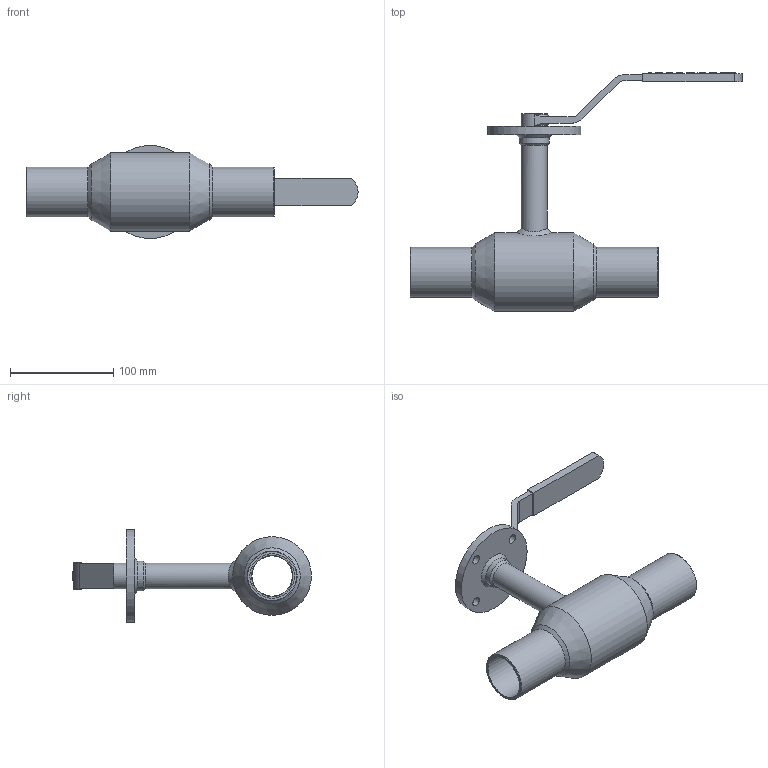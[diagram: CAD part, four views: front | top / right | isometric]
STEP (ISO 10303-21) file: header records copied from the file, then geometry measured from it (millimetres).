
FILE_DESCRIPTION((''),'2;1');
FILE_NAME('AT3594S-040.stp','2017-02-16T07:25:43',('Przemo'),(''),'Autodesk Inventor 2012','Autodesk Inventor 2012','');
FILE_SCHEMA(('AUTOMOTIVE_DESIGN { 1 0 10303 214 1 1 1 1 }'));
Length unit declared in the file: millimetre
Products named in the file (3): AT3594S-040; AT3594-040; DZG-K11-000
Assembly tree (2 placements, depth 2):
  AT3594S-040
    AT3594-040
    DZG-K11-000
Bounding box: 321 x 231.05 x 90 mm (x, y, z)
Volume: 480295.8 mm3; surface area: 126046.3 mm2
Topology: 2 solids, 4 shells, 238 faces, 580 edges, 380 vertices
Faces by surface type: plane 142, cylinder 37, bspline 32, cone 20, torus 4, sphere 3
Full cylindrical faces by diameter (mm): 9 x4, 25 x2, 29 x1, 39 x4, 41 x2, 43.1 x2, 48.3 x2, 52 x4, 56 x1, 76.1 x1, 90 x1
Entity records: 7037 total; most frequent: CARTESIAN_POINT 1667, ORIENTED_EDGE 1050, DIRECTION 974, EDGE_CURVE 525, VERTEX_POINT 372, VECTOR 360, LINE 360, EDGE_LOOP 331
